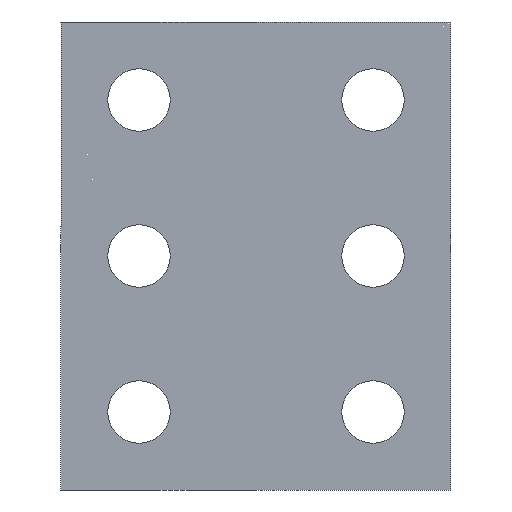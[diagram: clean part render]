
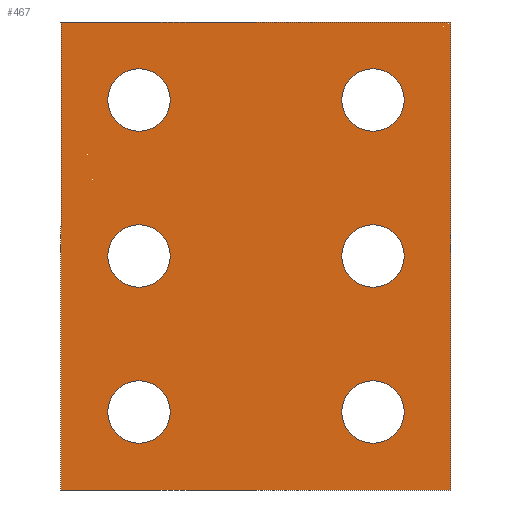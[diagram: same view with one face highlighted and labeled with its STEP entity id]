
A CAD part, front view. The second image highlights one B-rep face of the part: STEP entity #467.
In plain terms, the highlighted planar face has unit normal (0, -1, 0).
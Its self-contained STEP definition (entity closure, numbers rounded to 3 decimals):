
#1 = EDGE_CURVE ( 'NONE', #491, #460, #201, .T. ) ;
#10 = CARTESIAN_POINT ( 'NONE',  ( -7.5, 0., 10. ) ) ;
#11 = CIRCLE ( 'NONE', #444, 2. ) ;
#13 = EDGE_LOOP ( 'NONE', ( #358, #601, #354, #264 ) ) ;
#27 = FACE_BOUND ( 'NONE', #366, .T. ) ;
#35 = EDGE_CURVE ( 'NONE', #347, #184, #124, .T. ) ;
#55 = CARTESIAN_POINT ( 'NONE',  ( 0., 0., 0. ) ) ;
#57 = VECTOR ( 'NONE', #253, 1000. ) ;
#60 = VERTEX_POINT ( 'NONE', #613 ) ;
#61 = DIRECTION ( 'NONE',  ( 0., 0., 1. ) ) ;
#67 = ORIENTED_EDGE ( 'NONE', *, *, #312, .T. ) ;
#69 = CARTESIAN_POINT ( 'NONE',  ( -7.5, 0., 0. ) ) ;
#70 = AXIS2_PLACEMENT_3D ( 'NONE', #234, #487, #537 ) ;
#72 = EDGE_LOOP ( 'NONE', ( #438, #605 ) ) ;
#75 = CARTESIAN_POINT ( 'NONE',  ( 7.5, 0., -10. ) ) ;
#77 = EDGE_CURVE ( 'NONE', #237, #558, #477, .T. ) ;
#88 = DIRECTION ( 'NONE',  ( 0., 1., 0. ) ) ;
#93 = CARTESIAN_POINT ( 'NONE',  ( -12.5, 0., -15. ) ) ;
#103 = VERTEX_POINT ( 'NONE', #142 ) ;
#104 = FACE_BOUND ( 'NONE', #203, .T. ) ;
#106 = EDGE_CURVE ( 'NONE', #184, #347, #446, .T. ) ;
#107 = CARTESIAN_POINT ( 'NONE',  ( 12.5, 0., -15. ) ) ;
#113 = AXIS2_PLACEMENT_3D ( 'NONE', #55, #172, #334 ) ;
#117 = VERTEX_POINT ( 'NONE', #357 ) ;
#121 = CARTESIAN_POINT ( 'NONE',  ( 7.5, 0., -10. ) ) ;
#122 = DIRECTION ( 'NONE',  ( 0., 0., 1. ) ) ;
#123 = CIRCLE ( 'NONE', #598, 2. ) ;
#124 = CIRCLE ( 'NONE', #500, 2. ) ;
#139 = EDGE_CURVE ( 'NONE', #330, #237, #265, .T. ) ;
#142 = CARTESIAN_POINT ( 'NONE',  ( -7.5, 0., 2. ) ) ;
#144 = ORIENTED_EDGE ( 'NONE', *, *, #1, .T. ) ;
#157 = CARTESIAN_POINT ( 'NONE',  ( -7.5, 0., 10. ) ) ;
#163 = ORIENTED_EDGE ( 'NONE', *, *, #35, .T. ) ;
#172 = DIRECTION ( 'NONE',  ( 0., 1., 0. ) ) ;
#175 = AXIS2_PLACEMENT_3D ( 'NONE', #121, #235, #443 ) ;
#177 = CIRCLE ( 'NONE', #70, 2. ) ;
#179 = VERTEX_POINT ( 'NONE', #260 ) ;
#180 = CARTESIAN_POINT ( 'NONE',  ( -7.5, 0., 12. ) ) ;
#181 = CARTESIAN_POINT ( 'NONE',  ( -7.5, 0., 8. ) ) ;
#184 = VERTEX_POINT ( 'NONE', #564 ) ;
#188 = AXIS2_PLACEMENT_3D ( 'NONE', #462, #302, #199 ) ;
#199 = DIRECTION ( 'NONE',  ( 0., 0., 1. ) ) ;
#201 = CIRCLE ( 'NONE', #175, 2. ) ;
#202 = CIRCLE ( 'NONE', #656, 2. ) ;
#203 = EDGE_LOOP ( 'NONE', ( #67, #314 ) ) ;
#209 = AXIS2_PLACEMENT_3D ( 'NONE', #75, #249, #448 ) ;
#212 = LINE ( 'NONE', #393, #652 ) ;
#213 = ORIENTED_EDGE ( 'NONE', *, *, #624, .T. ) ;
#214 = DIRECTION ( 'NONE',  ( 0., 0., 1. ) ) ;
#217 = VERTEX_POINT ( 'NONE', #421 ) ;
#222 = CARTESIAN_POINT ( 'NONE',  ( 7.5, 0., 0. ) ) ;
#223 = DIRECTION ( 'NONE',  ( 0., 0., 1. ) ) ;
#231 = EDGE_CURVE ( 'NONE', #551, #544, #350, .T. ) ;
#234 = CARTESIAN_POINT ( 'NONE',  ( -7.5, 0., -10. ) ) ;
#235 = DIRECTION ( 'NONE',  ( 0., 1., 0. ) ) ;
#236 = EDGE_CURVE ( 'NONE', #558, #217, #320, .T. ) ;
#237 = VERTEX_POINT ( 'NONE', #317 ) ;
#243 = FACE_BOUND ( 'NONE', #72, .T. ) ;
#249 = DIRECTION ( 'NONE',  ( 0., 1., 0. ) ) ;
#250 = CARTESIAN_POINT ( 'NONE',  ( 7.5, 0., 10. ) ) ;
#253 = DIRECTION ( 'NONE',  ( 0., 0., 1. ) ) ;
#260 = CARTESIAN_POINT ( 'NONE',  ( 7.5, 0., -2. ) ) ;
#262 = FACE_BOUND ( 'NONE', #631, .T. ) ;
#264 = ORIENTED_EDGE ( 'NONE', *, *, #236, .F. ) ;
#265 = LINE ( 'NONE', #563, #417 ) ;
#271 = CIRCLE ( 'NONE', #355, 2. ) ;
#282 = CARTESIAN_POINT ( 'NONE',  ( 7.5, 0., 0. ) ) ;
#286 = CIRCLE ( 'NONE', #561, 2. ) ;
#297 = CARTESIAN_POINT ( 'NONE',  ( 7.5, 0., 2. ) ) ;
#300 = DIRECTION ( 'NONE',  ( 0., 0., 1. ) ) ;
#302 = DIRECTION ( 'NONE',  ( 0., 1., 0. ) ) ;
#309 = DIRECTION ( 'NONE',  ( -1., 0., 0. ) ) ;
#312 = EDGE_CURVE ( 'NONE', #639, #103, #271, .T. ) ;
#313 = DIRECTION ( 'NONE',  ( 0., 0., 1. ) ) ;
#314 = ORIENTED_EDGE ( 'NONE', *, *, #549, .T. ) ;
#316 = DIRECTION ( 'NONE',  ( 0., 1., 0. ) ) ;
#317 = CARTESIAN_POINT ( 'NONE',  ( -12.5, 0., -15. ) ) ;
#319 = DIRECTION ( 'NONE',  ( 1., 0., 0. ) ) ;
#320 = LINE ( 'NONE', #635, #455 ) ;
#330 = VERTEX_POINT ( 'NONE', #107 ) ;
#334 = DIRECTION ( 'NONE',  ( 0., 0., 1. ) ) ;
#341 = EDGE_CURVE ( 'NONE', #544, #551, #286, .T. ) ;
#343 = EDGE_CURVE ( 'NONE', #179, #604, #11, .T. ) ;
#344 = CARTESIAN_POINT ( 'NONE',  ( 7.5, 0., -8. ) ) ;
#347 = VERTEX_POINT ( 'NONE', #582 ) ;
#348 = CARTESIAN_POINT ( 'NONE',  ( -7.5, 0., -10. ) ) ;
#349 = CARTESIAN_POINT ( 'NONE',  ( -7.5, 0., -2. ) ) ;
#350 = CIRCLE ( 'NONE', #520, 2. ) ;
#354 = ORIENTED_EDGE ( 'NONE', *, *, #553, .F. ) ;
#355 = AXIS2_PLACEMENT_3D ( 'NONE', #367, #316, #473 ) ;
#357 = CARTESIAN_POINT ( 'NONE',  ( -7.5, 0., -8. ) ) ;
#358 = ORIENTED_EDGE ( 'NONE', *, *, #77, .F. ) ;
#359 = CIRCLE ( 'NONE', #496, 2. ) ;
#366 = EDGE_LOOP ( 'NONE', ( #213, #144 ) ) ;
#367 = CARTESIAN_POINT ( 'NONE',  ( -7.5, 0., 0. ) ) ;
#378 = PLANE ( 'NONE',  #113 ) ;
#381 = ORIENTED_EDGE ( 'NONE', *, *, #341, .T. ) ;
#386 = EDGE_CURVE ( 'NONE', #604, #179, #123, .T. ) ;
#387 = DIRECTION ( 'NONE',  ( 0., 0., -1. ) ) ;
#392 = ORIENTED_EDGE ( 'NONE', *, *, #581, .T. ) ;
#393 = CARTESIAN_POINT ( 'NONE',  ( 12.5, 0., -15. ) ) ;
#401 = DIRECTION ( 'NONE',  ( 0., 1., 0. ) ) ;
#410 = EDGE_LOOP ( 'NONE', ( #419, #392 ) ) ;
#417 = VECTOR ( 'NONE', #309, 1000. ) ;
#419 = ORIENTED_EDGE ( 'NONE', *, *, #665, .T. ) ;
#421 = CARTESIAN_POINT ( 'NONE',  ( 12.5, 0., 15. ) ) ;
#425 = DIRECTION ( 'NONE',  ( 0., 1., 0. ) ) ;
#430 = DIRECTION ( 'NONE',  ( 0., 1., 0. ) ) ;
#438 = ORIENTED_EDGE ( 'NONE', *, *, #343, .T. ) ;
#440 = ORIENTED_EDGE ( 'NONE', *, *, #231, .T. ) ;
#443 = DIRECTION ( 'NONE',  ( 0., 0., 1. ) ) ;
#444 = AXIS2_PLACEMENT_3D ( 'NONE', #282, #475, #223 ) ;
#446 = CIRCLE ( 'NONE', #188, 2. ) ;
#448 = DIRECTION ( 'NONE',  ( 0., 0., 1. ) ) ;
#455 = VECTOR ( 'NONE', #319, 1000. ) ;
#460 = VERTEX_POINT ( 'NONE', #529 ) ;
#462 = CARTESIAN_POINT ( 'NONE',  ( 7.5, 0., 10. ) ) ;
#467 = ADVANCED_FACE ( 'NONE', ( #565, #662, #243, #262, #627, #104, #27 ), #378, .F. ) ;
#473 = DIRECTION ( 'NONE',  ( 0., 0., 1. ) ) ;
#475 = DIRECTION ( 'NONE',  ( 0., 1., 0. ) ) ;
#476 = DIRECTION ( 'NONE',  ( 0., 0., 1. ) ) ;
#477 = LINE ( 'NONE', #93, #57 ) ;
#487 = DIRECTION ( 'NONE',  ( 0., 1., 0. ) ) ;
#491 = VERTEX_POINT ( 'NONE', #344 ) ;
#496 = AXIS2_PLACEMENT_3D ( 'NONE', #69, #599, #122 ) ;
#500 = AXIS2_PLACEMENT_3D ( 'NONE', #250, #88, #313 ) ;
#505 = EDGE_LOOP ( 'NONE', ( #440, #381 ) ) ;
#520 = AXIS2_PLACEMENT_3D ( 'NONE', #157, #425, #214 ) ;
#529 = CARTESIAN_POINT ( 'NONE',  ( 7.5, 0., -12. ) ) ;
#537 = DIRECTION ( 'NONE',  ( 0., 0., 1. ) ) ;
#544 = VERTEX_POINT ( 'NONE', #180 ) ;
#549 = EDGE_CURVE ( 'NONE', #103, #639, #359, .T. ) ;
#551 = VERTEX_POINT ( 'NONE', #181 ) ;
#553 = EDGE_CURVE ( 'NONE', #217, #330, #212, .T. ) ;
#558 = VERTEX_POINT ( 'NONE', #655 ) ;
#561 = AXIS2_PLACEMENT_3D ( 'NONE', #10, #430, #61 ) ;
#563 = CARTESIAN_POINT ( 'NONE',  ( -12.5, 0., -15. ) ) ;
#564 = CARTESIAN_POINT ( 'NONE',  ( 7.5, 0., 12. ) ) ;
#565 = FACE_OUTER_BOUND ( 'NONE', #13, .T. ) ;
#581 = EDGE_CURVE ( 'NONE', #117, #60, #177, .T. ) ;
#582 = CARTESIAN_POINT ( 'NONE',  ( 7.5, 0., 8. ) ) ;
#598 = AXIS2_PLACEMENT_3D ( 'NONE', #222, #641, #476 ) ;
#599 = DIRECTION ( 'NONE',  ( 0., 1., 0. ) ) ;
#601 = ORIENTED_EDGE ( 'NONE', *, *, #139, .F. ) ;
#604 = VERTEX_POINT ( 'NONE', #297 ) ;
#605 = ORIENTED_EDGE ( 'NONE', *, *, #386, .T. ) ;
#613 = CARTESIAN_POINT ( 'NONE',  ( -7.5, 0., -12. ) ) ;
#624 = EDGE_CURVE ( 'NONE', #460, #491, #629, .T. ) ;
#627 = FACE_BOUND ( 'NONE', #505, .T. ) ;
#629 = CIRCLE ( 'NONE', #209, 2. ) ;
#631 = EDGE_LOOP ( 'NONE', ( #163, #637 ) ) ;
#635 = CARTESIAN_POINT ( 'NONE',  ( -12.5, 0., 15. ) ) ;
#637 = ORIENTED_EDGE ( 'NONE', *, *, #106, .T. ) ;
#639 = VERTEX_POINT ( 'NONE', #349 ) ;
#641 = DIRECTION ( 'NONE',  ( 0., 1., 0. ) ) ;
#652 = VECTOR ( 'NONE', #387, 1000. ) ;
#655 = CARTESIAN_POINT ( 'NONE',  ( -12.5, 0., 15. ) ) ;
#656 = AXIS2_PLACEMENT_3D ( 'NONE', #348, #401, #300 ) ;
#662 = FACE_BOUND ( 'NONE', #410, .T. ) ;
#665 = EDGE_CURVE ( 'NONE', #60, #117, #202, .T. ) ;
